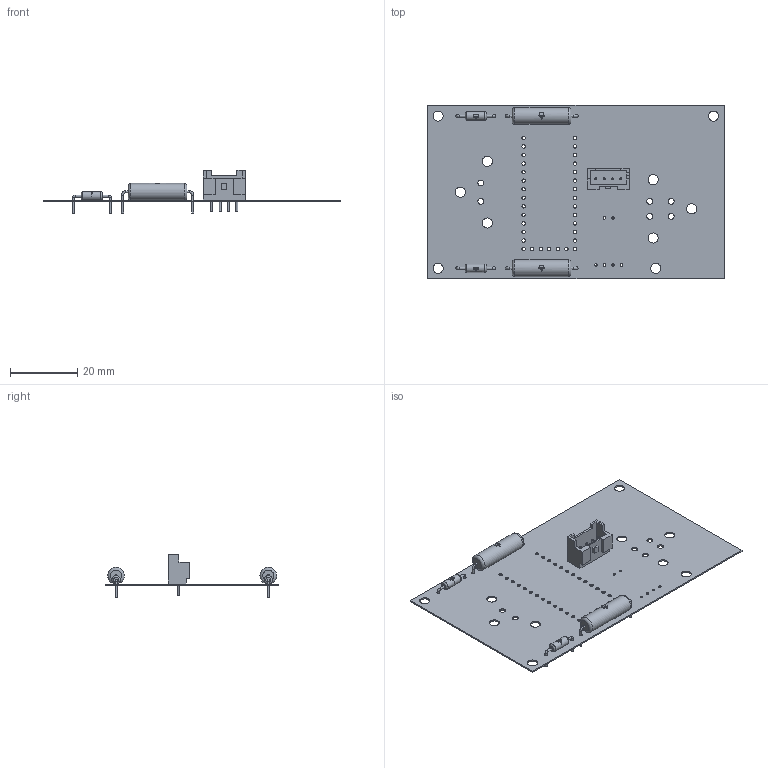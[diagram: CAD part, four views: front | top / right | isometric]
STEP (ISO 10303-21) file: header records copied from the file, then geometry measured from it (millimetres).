
FILE_DESCRIPTION(('Open CASCADE Model'),'2;1');
FILE_NAME('Open CASCADE Shape Model','2025-02-07T01:29:58',('Author'),( 'Open CASCADE'),'Open CASCADE STEP processor 7.5','Open CASCADE 7.5' ,'Unknown');
FILE_SCHEMA(('AUTOMOTIVE_DESIGN { 1 0 10303 214 1 1 1 1 }'));
Length unit declared in the file: millimetre
Products named in the file (19): PCB; Board; Open CASCADE STEP translator 7.5 1.1.1; R4; Res_Vishay_RNC65H3011FRB14_eec; 1; 2; 3; R3; Res_Vishay_RLR07C1003FPRE5_eec; logo; R2; R1; MPM3610; Conn_JST_B04B-XASK-1_LF_SN_eec; plastic; pins
Assembly tree (20 placements, depth 4):
  PCB
    Board
      Open CASCADE STEP translator 7.5 1.1.1
    R4
      Res_Vishay_RNC65H3011FRB14_eec
        1
        2
        3
    R3
      Res_Vishay_RLR07C1003FPRE5_eec
        1
        2
        logo
    R2
      Res_Vishay_RNC65H3011FRB14_eec
        1
        2
        3
    R1
      Res_Vishay_RLR07C1003FPRE5_eec
        1
        2
        logo
    MPM3610
      Conn_JST_B04B-XASK-1_LF_SN_eec
        plastic
        pins
Bounding box: 88.01 x 51.44 x 12.8 mm (x, y, z)
Volume: 2868.8 mm3; surface area: 10764.6 mm2
Topology: 50 solids, 50 shells, 870 faces, 2201 edges, 1458 vertices
Faces by surface type: plane 601, cylinder 133, bspline 112, torus 20, cone 4
Full cylindrical faces by diameter (mm): 0.6 x4, 0.64 x16, 0.762 x6, 0.85 x8, 0.9 x4, 1.02 x33, 1.76 x6, 2.5 x2, 2.99 x6, 3 x4, 4.95 x2
Entity records: 16661 total; most frequent: CARTESIAN_POINT 4030, ORIENTED_EDGE 2516, DIRECTION 2356, EDGE_CURVE 1258, VERTEX_POINT 834, LINE 802, VECTOR 802, AXIS2_PLACEMENT_3D 777
